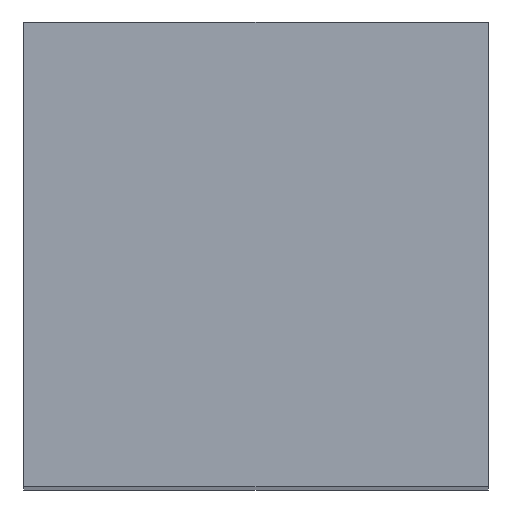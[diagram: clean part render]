
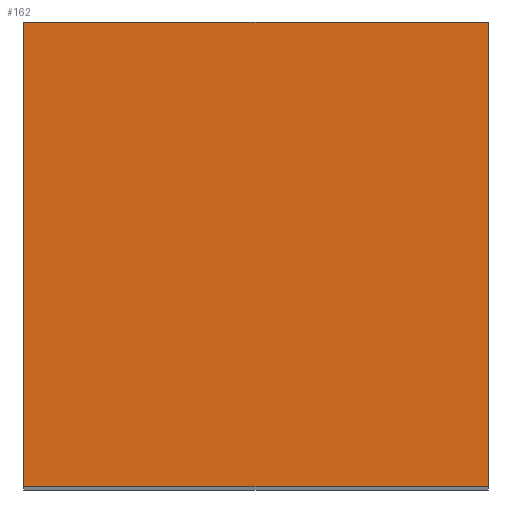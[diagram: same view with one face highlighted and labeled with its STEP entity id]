
A CAD part, top view. The second image highlights one B-rep face of the part: STEP entity #162.
In plain terms, the highlighted planar face has unit normal (0, 0, 1).
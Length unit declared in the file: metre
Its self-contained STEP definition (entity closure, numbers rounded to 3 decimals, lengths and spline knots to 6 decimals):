
#1 = CARTESIAN_POINT ( 'NONE',  ( -2.5, 5., 10. ) ) ;
#4 = CARTESIAN_POINT ( 'NONE',  ( -2.5, 5., 10. ) ) ;
#5 = AXIS2_PLACEMENT_3D ( 'NONE', #152, #166, #68 ) ;
#10 = VERTEX_POINT ( 'NONE', #84 ) ;
#12 = VERTEX_POINT ( 'NONE', #124 ) ;
#16 = LINE ( 'NONE', #29, #83 ) ;
#20 = VECTOR ( 'NONE', #38, 1. ) ;
#24 = VERTEX_POINT ( 'NONE', #48 ) ;
#29 = CARTESIAN_POINT ( 'NONE',  ( -2.5, 0., 10. ) ) ;
#36 = VERTEX_POINT ( 'NONE', #133 ) ;
#37 = ORIENTED_EDGE ( 'NONE', *, *, #149, .T. ) ;
#38 = DIRECTION ( 'NONE',  ( 0., -1., 0. ) ) ;
#44 = FACE_OUTER_BOUND ( 'NONE', #125, .T. ) ;
#48 = CARTESIAN_POINT ( 'NONE',  ( -2.5, 5., 10. ) ) ;
#54 = LINE ( 'NONE', #1, #199 ) ;
#68 = DIRECTION ( 'NONE',  ( -1., 0., 0. ) ) ;
#70 = DIRECTION ( 'NONE',  ( 0., -1., 0. ) ) ;
#71 = PLANE ( 'NONE',  #5 ) ;
#81 = ORIENTED_EDGE ( 'NONE', *, *, #189, .T. ) ;
#83 = VECTOR ( 'NONE', #150, 1. ) ;
#84 = CARTESIAN_POINT ( 'NONE',  ( 2.5, 5., 10. ) ) ;
#90 = EDGE_CURVE ( 'NONE', #10, #12, #159, .T. ) ;
#96 = CARTESIAN_POINT ( 'NONE',  ( 2.5, 5., 10. ) ) ;
#107 = ORIENTED_EDGE ( 'NONE', *, *, #90, .F. ) ;
#124 = CARTESIAN_POINT ( 'NONE',  ( 2.5, 0., 10. ) ) ;
#125 = EDGE_LOOP ( 'NONE', ( #81, #107, #196, #37 ) ) ;
#133 = CARTESIAN_POINT ( 'NONE',  ( -2.5, 0., 10. ) ) ;
#135 = DIRECTION ( 'NONE',  ( 1., 0., 0. ) ) ;
#149 = EDGE_CURVE ( 'NONE', #24, #36, #54, .T. ) ;
#150 = DIRECTION ( 'NONE',  ( 1., 0., 0. ) ) ;
#152 = CARTESIAN_POINT ( 'NONE',  ( -2.5, 5., 10. ) ) ;
#156 = EDGE_CURVE ( 'NONE', #24, #10, #201, .T. ) ;
#159 = LINE ( 'NONE', #96, #20 ) ;
#162 = ADVANCED_FACE ( 'NONE', ( #44 ), #71, .F. ) ;
#166 = DIRECTION ( 'NONE',  ( 0., 0., -1. ) ) ;
#177 = VECTOR ( 'NONE', #135, 1. ) ;
#189 = EDGE_CURVE ( 'NONE', #36, #12, #16, .T. ) ;
#196 = ORIENTED_EDGE ( 'NONE', *, *, #156, .F. ) ;
#199 = VECTOR ( 'NONE', #70, 1. ) ;
#201 = LINE ( 'NONE', #4, #177 ) ;
